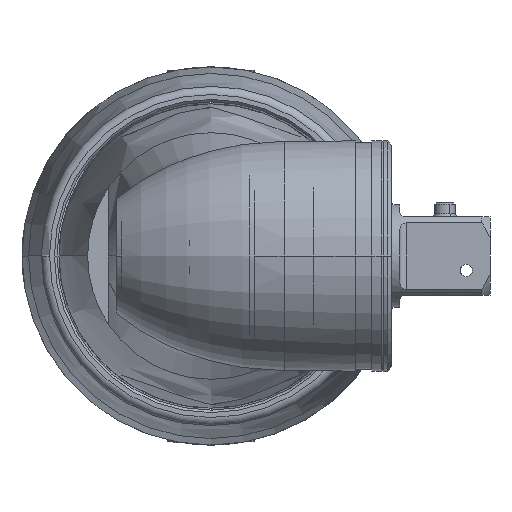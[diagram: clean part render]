
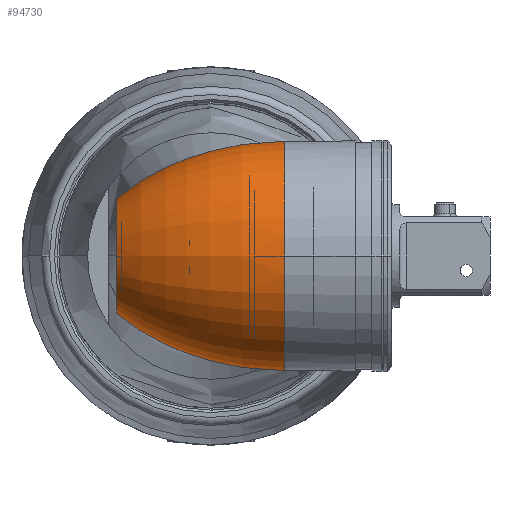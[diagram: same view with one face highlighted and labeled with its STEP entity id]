
A CAD part, left-side view. The second image highlights one B-rep face of the part: STEP entity #94730.
In plain terms, the highlighted face is a revolution surface.
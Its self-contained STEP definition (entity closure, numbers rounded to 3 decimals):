
#89656=CARTESIAN_POINT('',(-129.629,11.5,
-4.826));
#89678=CARTESIAN_POINT('',(-129.629,11.5,
4.826));
#89680=CARTESIAN_POINT('',(-134.7,11.5,0.));
#89681=DIRECTION('',(0.,-1.,0.));
#89682=DIRECTION('',(0.724,0.,0.689));
#89683=AXIS2_PLACEMENT_3D('',#89680,#89681,#89682);
#89685=CARTESIAN_POINT('',(-134.7,11.5,0.));
#89686=DIRECTION('',(0.,-1.,0.));
#89687=DIRECTION('',(-1.,0.,0.));
#89688=AXIS2_PLACEMENT_3D('',#89685,#89686,#89687);
#89782=CARTESIAN_POINT('',(-129.629,11.5,
4.826));
#89783=CARTESIAN_POINT('',(-129.656,11.437,
4.931));
#89784=CARTESIAN_POINT('',(-129.711,11.307,
5.139));
#89785=CARTESIAN_POINT('',(-129.797,11.104,
5.446));
#89786=CARTESIAN_POINT('',(-129.888,10.891,
5.748));
#89787=CARTESIAN_POINT('',(-129.982,10.67,
6.046));
#89788=CARTESIAN_POINT('',(-130.08,10.44,
6.339));
#89789=CARTESIAN_POINT('',(-130.181,10.201,
6.627));
#89790=CARTESIAN_POINT('',(-130.284,9.952,
6.911));
#89791=CARTESIAN_POINT('',(-130.389,9.694,
7.191));
#89792=CARTESIAN_POINT('',(-130.496,9.426,
7.467));
#89793=CARTESIAN_POINT('',(-130.603,9.152,
7.735));
#89794=CARTESIAN_POINT('',(-130.709,8.872,
7.995));
#89795=CARTESIAN_POINT('',(-130.811,8.588,
8.245));
#89796=CARTESIAN_POINT('',(-130.909,8.302,
8.485));
#89797=CARTESIAN_POINT('',(-131.003,8.015,
8.715));
#89798=CARTESIAN_POINT('',(-131.09,7.728,
8.933));
#89799=CARTESIAN_POINT('',(-131.169,7.442,
9.141));
#89800=CARTESIAN_POINT('',(-131.241,7.157,
9.337));
#89801=CARTESIAN_POINT('',(-131.304,6.873,
9.524));
#89802=CARTESIAN_POINT('',(-131.359,6.591,
9.701));
#89803=CARTESIAN_POINT('',(-131.405,6.311,
9.869));
#89804=CARTESIAN_POINT('',(-131.441,6.034,
10.027));
#89805=CARTESIAN_POINT('',(-131.468,5.759,
10.178));
#89806=CARTESIAN_POINT('',(-131.485,5.483,
10.321));
#89807=CARTESIAN_POINT('',(-131.492,5.203,
10.46));
#89808=CARTESIAN_POINT('',(-131.489,4.918,
10.594));
#89809=CARTESIAN_POINT('',(-131.475,4.626,
10.724));
#89810=CARTESIAN_POINT('',(-131.45,4.327,
10.85));
#89811=CARTESIAN_POINT('',(-131.412,4.021,
10.972));
#89812=CARTESIAN_POINT('',(-131.362,3.709,
11.089));
#89813=CARTESIAN_POINT('',(-131.299,3.389,
11.201));
#89814=CARTESIAN_POINT('',(-131.221,3.057,
11.309));
#89815=CARTESIAN_POINT('',(-131.127,2.707,
11.415));
#89816=CARTESIAN_POINT('',(-131.016,2.34,
11.516));
#89817=CARTESIAN_POINT('',(-130.886,1.953,
11.613));
#89818=CARTESIAN_POINT('',(-130.737,1.546,
11.704));
#89819=CARTESIAN_POINT('',(-130.567,1.116,
11.788));
#89820=CARTESIAN_POINT('',(-130.375,0.662,
11.863));
#89821=CARTESIAN_POINT('',(-130.161,0.182,
11.928));
#89822=CARTESIAN_POINT('',(-129.925,-0.321,
11.98));
#89823=CARTESIAN_POINT('',(-129.668,-0.845,
12.017));
#89824=CARTESIAN_POINT('',(-129.394,-1.389,
12.037));
#89825=CARTESIAN_POINT('',(-129.103,-1.947,
12.039));
#89826=CARTESIAN_POINT('',(-128.801,-2.513,
12.019));
#89827=CARTESIAN_POINT('',(-128.489,-3.085,
11.979));
#89828=CARTESIAN_POINT('',(-128.173,-3.658,
11.917));
#89829=CARTESIAN_POINT('',(-127.853,-4.228,
11.834));
#89830=CARTESIAN_POINT('',(-127.534,-4.792,
11.73));
#89831=CARTESIAN_POINT('',(-127.215,-5.35,
11.606));
#89832=CARTESIAN_POINT('',(-126.9,-5.898,
11.462));
#89833=CARTESIAN_POINT('',(-126.589,-6.437,
11.299));
#89834=CARTESIAN_POINT('',(-126.283,-6.964,
11.117));
#89835=CARTESIAN_POINT('',(-125.983,-7.478,
10.918));
#89836=CARTESIAN_POINT('',(-125.69,-7.98,
10.701));
#89837=CARTESIAN_POINT('',(-125.405,-8.468,
10.469));
#89838=CARTESIAN_POINT('',(-125.221,-8.784,
10.304));
#89839=CARTESIAN_POINT('',(-125.13,-8.94,
10.219));
#89841=CARTESIAN_POINT('',(-134.7,-8.94,0.));
#89842=DIRECTION('',(0.,-1.,0.));
#89843=DIRECTION('',(0.684,0.,0.73));
#89844=AXIS2_PLACEMENT_3D('',#89841,#89842,#89843);
#89846=CARTESIAN_POINT('',(-134.7,-8.94,0.));
#89847=DIRECTION('',(0.,-1.,0.));
#89848=DIRECTION('',(-1.,0.,0.));
#89849=AXIS2_PLACEMENT_3D('',#89846,#89847,#89848);
#89851=CARTESIAN_POINT('',(-125.13,-8.94,
-10.219));
#89852=CARTESIAN_POINT('',(-125.595,-8.145,
-10.654));
#89853=CARTESIAN_POINT('',(-126.568,-6.481,
-11.366));
#89854=CARTESIAN_POINT('',(-127.832,-4.279,
-11.869));
#89855=CARTESIAN_POINT('',(-128.833,-2.462,
-12.039));
#89856=CARTESIAN_POINT('',(-129.563,-1.072,
-12.046));
#89857=CARTESIAN_POINT('',(-130.251,0.349,
-11.927));
#89858=CARTESIAN_POINT('',(-130.86,1.809,
-11.669));
#89859=CARTESIAN_POINT('',(-131.246,3.067,
-11.322));
#89860=CARTESIAN_POINT('',(-131.431,4.084,
-10.954));
#89861=CARTESIAN_POINT('',(-131.497,4.843,
-10.634));
#89862=CARTESIAN_POINT('',(-131.49,5.583,
-10.277));
#89863=CARTESIAN_POINT('',(-131.391,6.529,
-9.756));
#89864=CARTESIAN_POINT('',(-131.141,7.621,
-9.041));
#89865=CARTESIAN_POINT('',(-130.75,8.787,
-8.101));
#89866=CARTESIAN_POINT('',(-130.204,10.17,
-6.744));
#89867=CARTESIAN_POINT('',(-129.83,11.024,
-5.616));
#89868=CARTESIAN_POINT('',(-129.629,11.5,
-4.826));
#93871=VERTEX_POINT('',#89656);
#93873=VERTEX_POINT('',#89678);
#93874=CARTESIAN_POINT('',(-141.7,11.5,0.));
#93875=VERTEX_POINT('',#93874);
#93876=VERTEX_POINT('',#89851);
#93878=VERTEX_POINT('',#89839);
#93879=CARTESIAN_POINT('',(-148.7,-8.94,0.));
#93880=VERTEX_POINT('',#93879);
#94710=CARTESIAN_POINT('',(-141.7,11.5,0.));
#94711=CARTESIAN_POINT('',(-146.329,5.983,0.));
#94712=CARTESIAN_POINT('',(-148.7,-1.738,0.));
#94713=CARTESIAN_POINT('',(-148.7,-8.94,0.));
#94715=CARTESIAN_POINT('',(-134.7,13.122,0.));
#94716=DIRECTION('',(0.,-1.,0.));
#94717=AXIS1_PLACEMENT('',#94715,#94716);
#94718=SURFACE_OF_REVOLUTION('',#94714,#94717);
#94719=ORIENTED_EDGE('',*,*,#94574,.F.);
#94720=ORIENTED_EDGE('',*,*,#94572,.F.);
#94722=ORIENTED_EDGE('',*,*,#94721,.T.);
#94724=ORIENTED_EDGE('',*,*,#94723,.T.);
#94726=ORIENTED_EDGE('',*,*,#94725,.T.);
#94727=ORIENTED_EDGE('',*,*,#94700,.T.);
#94728=EDGE_LOOP('',(#94719,#94720,#94722,#94724,#94726,#94727));
#94729=FACE_OUTER_BOUND('',#94728,.F.);
#94730=ADVANCED_FACE('',(#94729),#94718,.T.);
#89684=CIRCLE('',#89683,7.);
#89689=CIRCLE('',#89688,7.);
#89840=B_SPLINE_CURVE_WITH_KNOTS('',3,(#89782,#89783,#89784,#89785,#89786,
#89787,#89788,#89789,#89790,#89791,#89792,#89793,#89794,#89795,#89796,#89797,
#89798,#89799,#89800,#89801,#89802,#89803,#89804,#89805,#89806,#89807,#89808,
#89809,#89810,#89811,#89812,#89813,#89814,#89815,#89816,#89817,#89818,#89819,
#89820,#89821,#89822,#89823,#89824,#89825,#89826,#89827,#89828,#89829,#89830,
#89831,#89832,#89833,#89834,#89835,#89836,#89837,#89838,#89839),.UNSPECIFIED.,
.F.,.F.,(4,1,1,1,1,1,1,1,1,1,1,1,1,1,1,1,1,1,1,1,1,1,1,1,1,1,1,1,1,1,1,1,1,1,1,
1,1,1,1,1,1,1,1,1,1,1,1,1,1,1,1,1,1,1,1,4),(0.,0.018,
0.036,0.055,0.073,0.091,
0.109,0.127,0.145,0.164,
0.182,0.2,0.218,0.236,0.255,
0.273,0.291,0.309,0.327,
0.345,0.364,0.382,0.4,0.418,
0.436,0.455,0.473,0.491,
0.509,0.527,0.545,0.564,
0.582,0.6,0.618,0.636,0.655,
0.673,0.691,0.709,0.727,
0.745,0.764,0.782,0.8,0.818,
0.836,0.855,0.873,0.891,
0.909,0.927,0.945,0.964,
0.982,1.),.UNSPECIFIED.);
#89845=CIRCLE('',#89844,14.);
#89850=CIRCLE('',#89849,14.);
#89869=B_SPLINE_CURVE_WITH_KNOTS('',3,(#89851,#89852,#89853,#89854,#89855,
#89856,#89857,#89858,#89859,#89860,#89861,#89862,#89863,#89864,#89865,#89866,
#89867,#89868),.UNSPECIFIED.,.F.,.F.,(4,1,1,1,1,1,1,1,1,1,1,1,1,1,1,4),(0.,
0.125,0.25,0.313,0.375,0.438,0.5,0.563,0.594,0.625,
0.656,0.688,0.75,0.813,0.875,1.),.UNSPECIFIED.);
#94572=EDGE_CURVE('',#93873,#93875,#89684,.T.);
#94574=EDGE_CURVE('',#93875,#93871,#89689,.T.);
#94700=EDGE_CURVE('',#93876,#93871,#89869,.T.);
#94714=B_SPLINE_CURVE_WITH_KNOTS('',3,(#94710,#94711,#94712,#94713),
.UNSPECIFIED.,.F.,.F.,(4,4),(0.,1.),.UNSPECIFIED.);
#94721=EDGE_CURVE('',#93873,#93878,#89840,.T.);
#94723=EDGE_CURVE('',#93878,#93880,#89845,.T.);
#94725=EDGE_CURVE('',#93880,#93876,#89850,.T.);
